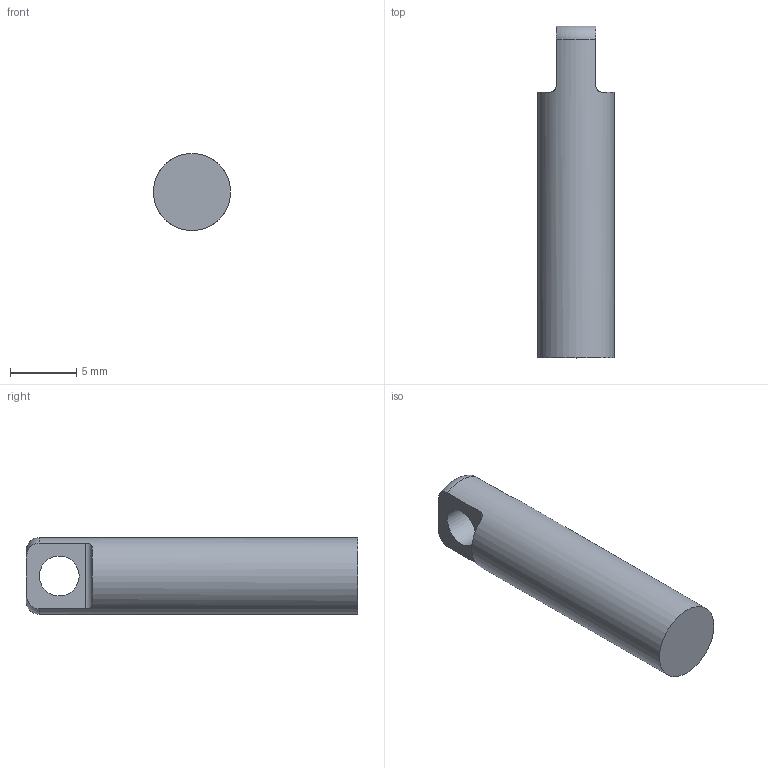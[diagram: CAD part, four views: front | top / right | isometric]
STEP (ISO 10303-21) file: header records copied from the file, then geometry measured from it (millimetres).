
FILE_DESCRIPTION(/* description */ (''),/* implementation_level */ '2;1');
FILE_NAME(/* name */ 'Actuator_actuonix_PQ12R.stp',/* time_stamp */ '2020-08-20T18:15:56+01:00',/* author */ ('ferrerx'),/* organization */ (''),/* preprocessor_version */ 'ST-DEVELOPER v18',/* originating_system */ 'Autodesk Inventor 2020',/* authorisation */ '');
FILE_SCHEMA (('AUTOMOTIVE_DESIGN { 1 0 10303 214 3 1 1 }'));
Length unit declared in the file: millimetre
Products named in the file (1): Actuator_actuonix_PQ12R
Bounding box: 5.8 x 25 x 5.8 mm (x, y, z)
Volume: 589.3 mm3; surface area: 506.9 mm2
Topology: 1 solids, 1 shells, 12 faces, 31 edges, 21 vertices
Faces by surface type: plane 6, cylinder 4, torus 2
Full cylindrical faces by diameter (mm): 3 x1, 5.8 x1
Entity records: 475 total; most frequent: CARTESIAN_POINT 137, ORIENTED_EDGE 62, DIRECTION 60, EDGE_CURVE 31, AXIS2_PLACEMENT_3D 24, VERTEX_POINT 21, EDGE_LOOP 14, FACE_OUTER_BOUND 12
